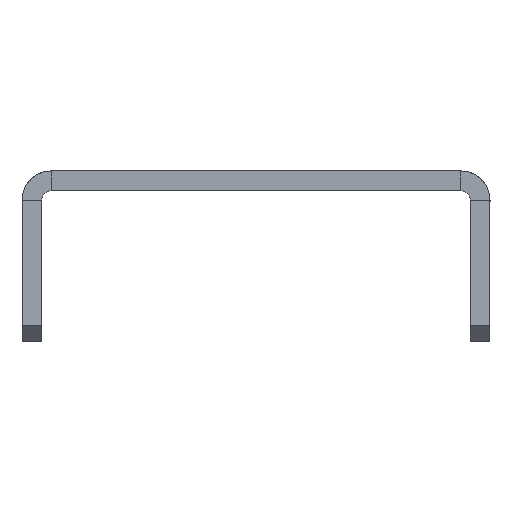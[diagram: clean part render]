
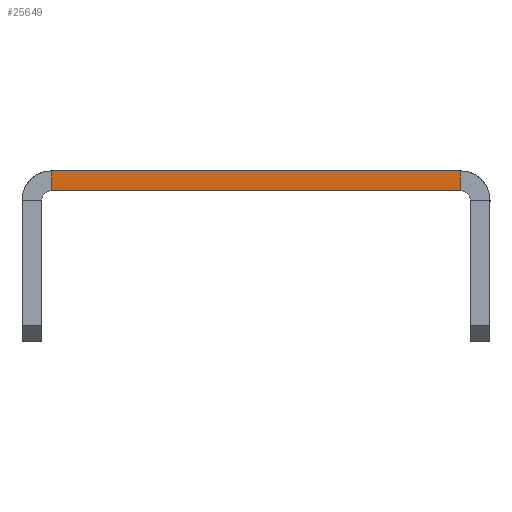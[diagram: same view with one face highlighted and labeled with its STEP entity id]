
A CAD part, front view. The second image highlights one B-rep face of the part: STEP entity #25649.
In plain terms, the highlighted planar face has unit normal (0, -1, 0).
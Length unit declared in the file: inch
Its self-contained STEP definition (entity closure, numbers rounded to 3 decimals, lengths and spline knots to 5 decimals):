
#1000=FACE_OUTER_BOUND('',#2365,.T.);
#2365=EDGE_LOOP('',(#17406,#17407,#17408,#17409));
#5164=LINE('',#37394,#7692);
#5647=LINE('',#39243,#8175);
#5648=LINE('',#39245,#8176);
#5649=LINE('',#39246,#8177);
#7692=VECTOR('',#29759,39.37008);
#8175=VECTOR('',#31112,39.37008);
#8176=VECTOR('',#31113,39.37008);
#8177=VECTOR('',#31114,39.37008);
#10330=VERTEX_POINT('',#37391);
#10331=VERTEX_POINT('',#37393);
#11245=VERTEX_POINT('',#39242);
#11246=VERTEX_POINT('',#39244);
#12782=EDGE_CURVE('',#10331,#10330,#5164,.T.);
#13699=EDGE_CURVE('',#10330,#11245,#5647,.T.);
#13700=EDGE_CURVE('',#11246,#11245,#5648,.T.);
#13701=EDGE_CURVE('',#10331,#11246,#5649,.T.);
#17406=ORIENTED_EDGE('',*,*,#13699,.T.);
#17407=ORIENTED_EDGE('',*,*,#13700,.F.);
#17408=ORIENTED_EDGE('',*,*,#13701,.F.);
#17409=ORIENTED_EDGE('',*,*,#12782,.T.);
#23593=PLANE('',#27443);
#25649=ADVANCED_FACE('',(#1000),#23593,.T.);
#27443=AXIS2_PLACEMENT_3D('',#39241,#31110,#31111);
#29759=DIRECTION('',(1.,0.,0.));
#31110=DIRECTION('center_axis',(0.,-1.,0.));
#31111=DIRECTION('ref_axis',(0.,0.,-1.));
#31112=DIRECTION('',(0.,0.,1.));
#31113=DIRECTION('',(1.,0.,0.));
#31114=DIRECTION('',(0.,0.,1.));
#37391=CARTESIAN_POINT('',(0.65501,-8.75,-0.06299));
#37393=CARTESIAN_POINT('',(-0.65501,-8.75,-0.06299));
#37394=CARTESIAN_POINT('',(-0.75,-8.75,-0.06299));
#39241=CARTESIAN_POINT('Origin',(-0.75,-8.75,-0.06299));
#39242=CARTESIAN_POINT('',(0.65501,-8.75,0.));
#39243=CARTESIAN_POINT('',(0.65501,-8.75,-0.06299));
#39244=CARTESIAN_POINT('',(-0.65501,-8.75,0.));
#39245=CARTESIAN_POINT('',(-0.75,-8.75,0.));
#39246=CARTESIAN_POINT('',(-0.65501,-8.75,-0.06299));
